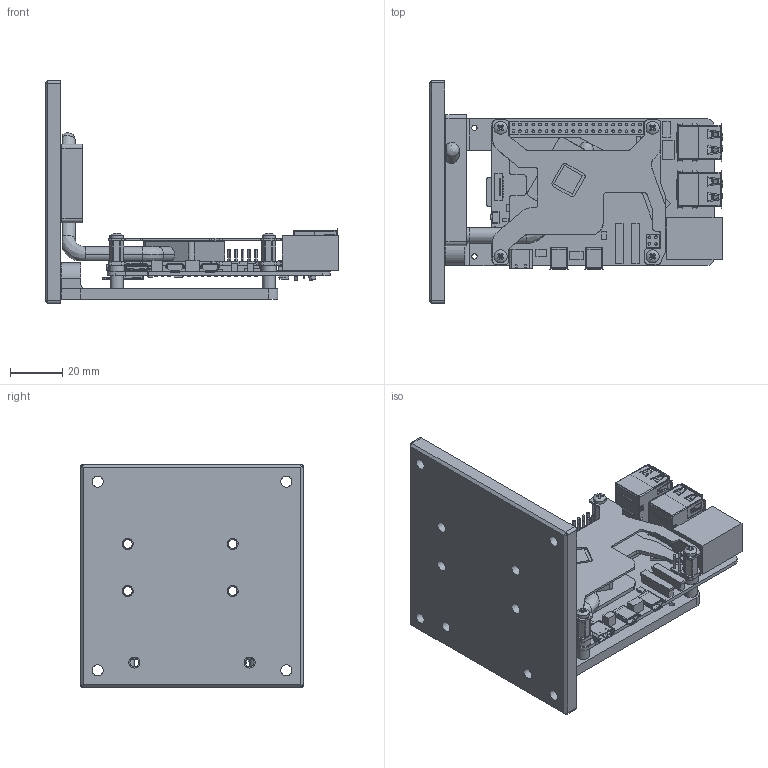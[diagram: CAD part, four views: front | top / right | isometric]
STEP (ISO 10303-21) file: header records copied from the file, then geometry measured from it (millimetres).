
FILE_DESCRIPTION(('FreeCAD Model'),'2;1');
FILE_NAME('Open CASCADE Shape Model','2024-09-06T17:38:19',(''),(''), 'Open CASCADE STEP processor 7.6','FreeCAD','Unknown');
FILE_SCHEMA(('AUTOMOTIVE_DESIGN { 1 0 10303 214 1 1 1 1 }'));
Length unit declared in the file: millimetre
Products named in the file (19): _40906_RP_HH_01_RP5_STEP_02; M2.5x6-Screws; M2.5x6-Screw; Stainless-Holder-for-RP-HH-01-RP5; BrassPlate-for-RP-HH-01-RP5; PNL-AL6036-85x85-T6-for-RP-HH-01-RPI5-REV1_0; RP-004882-DD - Pi 5 Mechanical Reference 3D model Iss002; M2.5x8+12-Standoff; Entaniya Heatpipe Heatsink RP-HH-01-RP5; Entaniya Heatpipe Heatsink RP-HH-01-RP5 01; Entaniya Heatpipe Heatsink RP-HH-01-RP5 02; Entaniya Heatpipe Heatsink RP-HH-01-RP5 03; Raspberry PI Pedestal; 2.5mm Spacers; 2.5mm Spacer
Assembly tree (24 placements, depth 3):
  _40906_RP_HH_01_RP5_STEP_02
    M2.5x6-Screws
      M2.5x6-Screw  x4
    Stainless-Holder-for-RP-HH-01-RP5
    BrassPlate-for-RP-HH-01-RP5
    PNL-AL6036-85x85-T6-for-RP-HH-01-RPI5-REV1_0
      PNL-AL6036-85x85-T6-for-RP-HH-01-RPI5-REV1_0
    RP-004882-DD - Pi 5 Mechanical Reference 3D model Iss002
    M2.5x8+12-Standoff
    M2.5x8+12-Standoff
    M2.5x8+12-Standoff
    M2.5x8+12-Standoff
    Entaniya Heatpipe Heatsink RP-HH-01-RP5
      Entaniya Heatpipe Heatsink RP-HH-01-RP5 01
      Entaniya Heatpipe Heatsink RP-HH-01-RP5 02
      Entaniya Heatpipe Heatsink RP-HH-01-RP5 03
    Raspberry PI Pedestal
    2.5mm Spacers
      2.5mm Spacer  x4
Bounding box: 112.05 x 85 x 85 mm (x, y, z)
Volume: 97251.2 mm3; surface area: 70180.8 mm2
Topology: 66 solids, 66 shells, 3460 faces, 12950 edges, 13389 vertices
Faces by surface type: plane 2306, cylinder 1039, cone 68, bspline 16, revolution 12, offset 11, sphere 4, extrusion 4
Full cylindrical faces by diameter (mm): 2.014 x8, 2.05 x16, 2.5 x8, 2.8 x12, 3.3 x2, 3.35 x4, 4.2 x10, 5 x8, 6 x4
Entity records: 148349 total; most frequent: CARTESIAN_POINT 32164, DIRECTION 21728, ORIENTED_EDGE 18152, VECTOR 9586, LINE 9576, EDGE_CURVE 9076, AXIS2_PLACEMENT_3D 6065, VERTEX_POINT 5971
